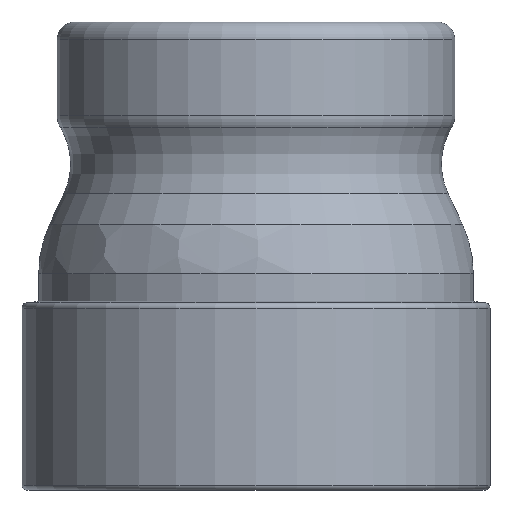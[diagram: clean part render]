
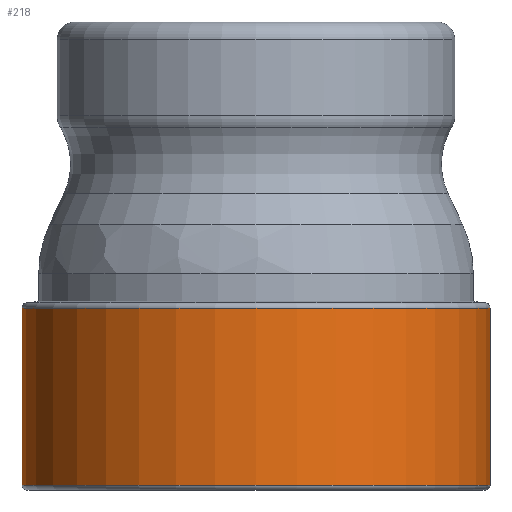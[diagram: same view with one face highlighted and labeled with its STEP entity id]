
A CAD part, front view. The second image highlights one B-rep face of the part: STEP entity #218.
In plain terms, the highlighted cylindrical face has radius 20 mm (diameter 40 mm), a partial arc.
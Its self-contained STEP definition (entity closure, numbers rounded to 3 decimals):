
#81=CYLINDRICAL_SURFACE('',#1559,20.);
#131=FACE_OUTER_BOUND('',#329,.T.);
#218=ADVANCED_FACE('',(#131),#81,.T.);
#329=EDGE_LOOP('',(#435,#436,#437,#438));
#435=ORIENTED_EDGE('',*,*,#921,.T.);
#436=ORIENTED_EDGE('',*,*,#920,.F.);
#437=ORIENTED_EDGE('',*,*,#922,.F.);
#438=ORIENTED_EDGE('',*,*,#923,.F.);
#811=VERTEX_POINT('',#2374);
#812=VERTEX_POINT('',#2376);
#813=VERTEX_POINT('',#2382);
#814=VERTEX_POINT('',#2384);
#920=EDGE_CURVE('',#812,#811,#1120,.T.);
#921=EDGE_CURVE('',#813,#811,#1338,.T.);
#922=EDGE_CURVE('',#814,#812,#1339,.T.);
#923=EDGE_CURVE('',#813,#814,#1121,.T.);
#1120=CIRCLE('',#1556,20.);
#1121=CIRCLE('',#1558,20.);
#1338=LINE('',#2381,#1398);
#1339=LINE('',#2383,#1399);
#1398=VECTOR('',#1846,1.);
#1399=VECTOR('',#1847,1.);
#1556=AXIS2_PLACEMENT_3D('',#2379,#1842,#1843);
#1558=AXIS2_PLACEMENT_3D('',#2385,#1848,#1849);
#1559=AXIS2_PLACEMENT_3D('',#2386,#1850,#1851);
#1842=DIRECTION('',(0.,0.,-1.));
#1843=DIRECTION('',(1.,0.,0.));
#1846=DIRECTION('',(0.,0.,-1.));
#1847=DIRECTION('',(0.,0.,-1.));
#1848=DIRECTION('',(0.,0.,1.));
#1849=DIRECTION('',(-1.,0.,0.));
#1850=DIRECTION('',(0.,0.,-1.));
#1851=DIRECTION('',(-1.,0.,0.));
#2374=CARTESIAN_POINT('',(-20.,0.,-39.6));
#2376=CARTESIAN_POINT('',(20.,0.,-39.6));
#2379=CARTESIAN_POINT('',(0.,0.,-39.6));
#2381=CARTESIAN_POINT('',(-20.,0.,-24.451));
#2382=CARTESIAN_POINT('',(-20.,0.,-24.451));
#2383=CARTESIAN_POINT('',(20.,0.,-24.451));
#2384=CARTESIAN_POINT('',(20.,0.,-24.451));
#2385=CARTESIAN_POINT('',(0.,0.,-24.451));
#2386=CARTESIAN_POINT('',(0.,0.,-21.202));
